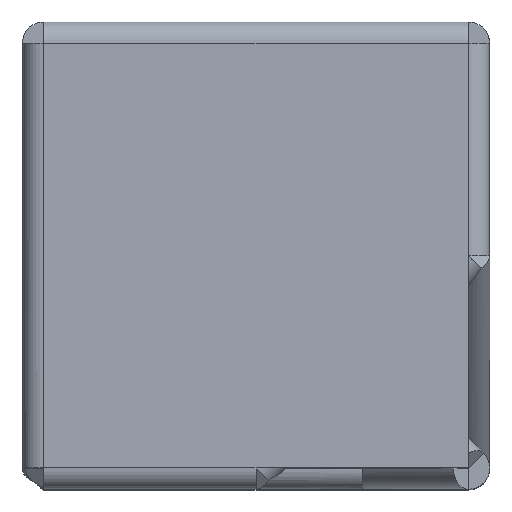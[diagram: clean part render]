
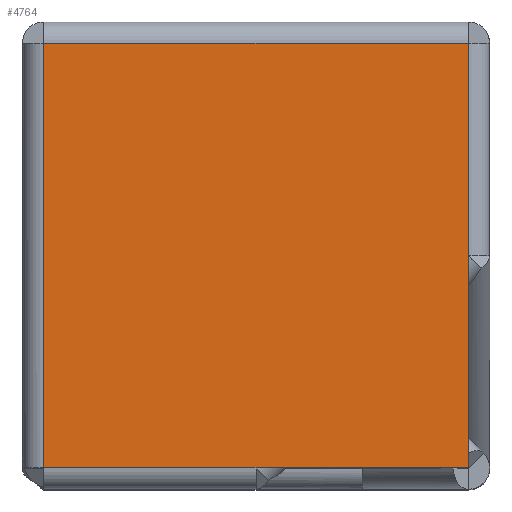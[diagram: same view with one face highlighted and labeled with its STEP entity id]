
A CAD part, top view. The second image highlights one B-rep face of the part: STEP entity #4764.
In plain terms, the highlighted planar face has unit normal (0, 0, 1).
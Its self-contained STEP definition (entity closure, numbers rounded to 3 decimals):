
#97=PLANE('',#5572);
#284=FACE_OUTER_BOUND('',#484,.T.);
#484=EDGE_LOOP('',(#4451,#4452,#4453,#4454));
#1298=LINE('',#9235,#1497);
#1301=LINE('',#9241,#1500);
#1304=LINE('',#9247,#1503);
#1307=LINE('',#9251,#1506);
#1497=VECTOR('',#7339,10.);
#1500=VECTOR('',#7344,10.);
#1503=VECTOR('',#7349,10.);
#1506=VECTOR('',#7354,10.);
#1987=VERTEX_POINT('',#9232);
#1988=VERTEX_POINT('',#9234);
#1990=VERTEX_POINT('',#9240);
#1992=VERTEX_POINT('',#9246);
#2805=EDGE_CURVE('',#1988,#1987,#1298,.T.);
#2808=EDGE_CURVE('',#1990,#1988,#1301,.T.);
#2811=EDGE_CURVE('',#1992,#1990,#1304,.T.);
#2814=EDGE_CURVE('',#1987,#1992,#1307,.T.);
#4451=ORIENTED_EDGE('',*,*,#2814,.T.);
#4452=ORIENTED_EDGE('',*,*,#2811,.T.);
#4453=ORIENTED_EDGE('',*,*,#2808,.T.);
#4454=ORIENTED_EDGE('',*,*,#2805,.T.);
#4764=ADVANCED_FACE('',(#284),#97,.T.);
#5572=AXIS2_PLACEMENT_3D('',#9252,#7355,#7356);
#7339=DIRECTION('',(-1.,0.,0.));
#7344=DIRECTION('',(0.,1.,0.));
#7349=DIRECTION('',(1.,0.,0.));
#7354=DIRECTION('',(0.,-1.,0.));
#7355=DIRECTION('center_axis',(0.,0.,1.));
#7356=DIRECTION('ref_axis',(1.,0.,0.));
#9232=CARTESIAN_POINT('',(0.,20.,22.));
#9234=CARTESIAN_POINT('',(20.,20.,22.));
#9235=CARTESIAN_POINT('',(20.,20.,22.));
#9240=CARTESIAN_POINT('',(20.,0.,22.));
#9241=CARTESIAN_POINT('',(20.,0.,22.));
#9246=CARTESIAN_POINT('',(0.,0.,22.));
#9247=CARTESIAN_POINT('',(0.,0.,22.));
#9251=CARTESIAN_POINT('',(0.,20.,22.));
#9252=CARTESIAN_POINT('Origin',(10.,10.,22.));
